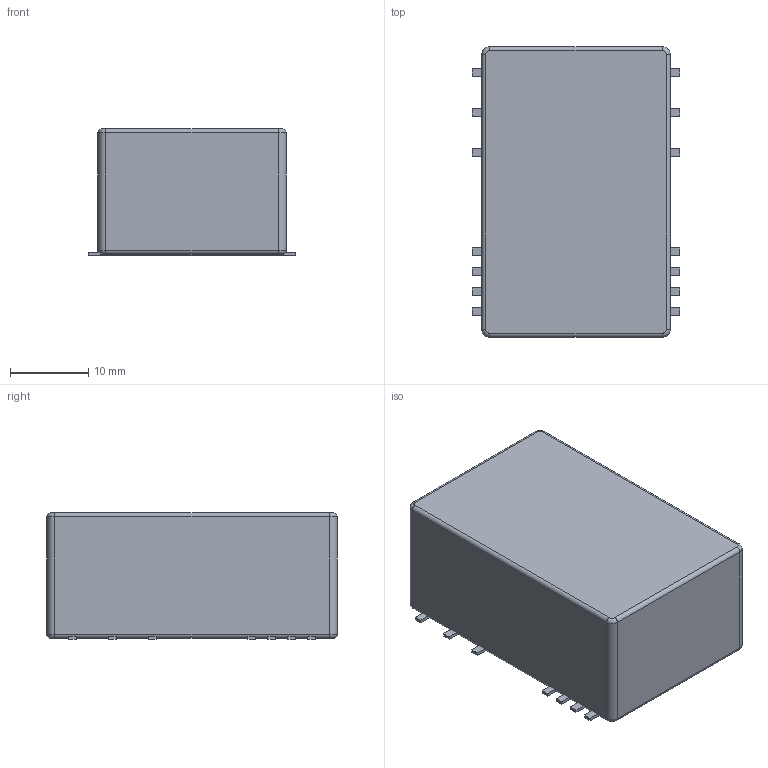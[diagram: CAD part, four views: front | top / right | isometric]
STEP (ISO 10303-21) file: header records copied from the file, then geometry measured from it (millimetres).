
FILE_DESCRIPTION(/* description */ ('model of Converter_ACDC_MeanWell_IRM-02-xx_SMD'),/* implementation_level */ '2;1');
FILE_NAME(/* name */ 'Converter_ACDC_MeanWell_IRM-02-xx_SMD.step',/* time_stamp */ '2018-03-25T15:38:39',/* author */ ('kicad StepUp','ksu'),/* organization */ ('FreeCAD'),/* preprocessor_version */ 'OCC',/* originating_system */ 'kicad StepUp',/* authorisation */ '');
FILE_SCHEMA(('AUTOMOTIVE_DESIGN { 1 0 10303 214 1 1 1 1 }'));
Length unit declared in the file: millimetre
Products named in the file (5): ASSEMBLY; Converter_ACDC_MeanWell_IRM_02_xx_SMD001; Shape0_468783308534; Shape0_037377145814; Converter_ACDC_MeanWell_IRM_02_xx_SMD
Assembly tree (4 placements, depth 2):
  ASSEMBLY
    Converter_ACDC_MeanWell_IRM_02_xx_SMD001
    Shape0_468783308534
    Shape0_037377145814
    Converter_ACDC_MeanWell_IRM_02_xx_SMD
Bounding box: 26.4 x 37 x 16.1 mm (x, y, z)
Surface area: 7817 mm2
Topology: 10 solids, 10 shells, 100 faces, 208 edges, 128 vertices
Faces by surface type: plane 60, cylinder 24, torus 16
Entity records: 2780 total; most frequent: DIRECTION 482, CARTESIAN_POINT 441, ORIENTED_EDGE 416, EDGE_CURVE 208, AXIS2_PLACEMENT_3D 169, LINE 144, VECTOR 144, VERTEX_POINT 128
